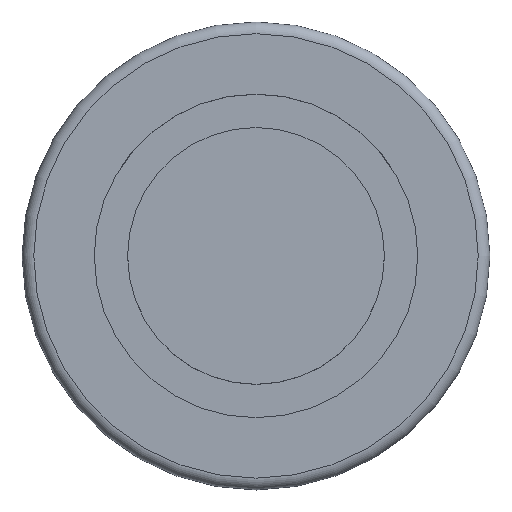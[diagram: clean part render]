
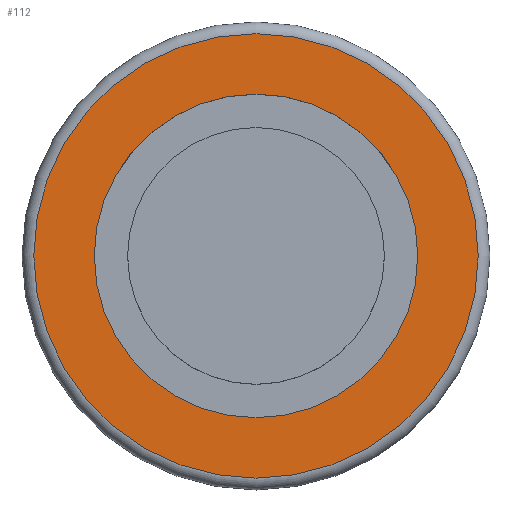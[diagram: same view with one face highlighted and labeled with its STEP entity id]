
A CAD part, top view. The second image highlights one B-rep face of the part: STEP entity #112.
In plain terms, the highlighted planar face has unit normal (0, 0, 1).
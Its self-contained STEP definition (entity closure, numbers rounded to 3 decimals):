
#18=FACE_BOUND('',#37,.T.);
#20=PLANE('',#139);
#26=FACE_OUTER_BOUND('',#36,.T.);
#36=EDGE_LOOP('',(#90));
#37=EDGE_LOOP('',(#91));
#51=CIRCLE('',#136,3.458);
#53=CIRCLE('',#140,4.75);
#61=VERTEX_POINT('',#202);
#63=VERTEX_POINT('',#209);
#70=EDGE_CURVE('',#61,#61,#51,.T.);
#73=EDGE_CURVE('',#63,#63,#53,.T.);
#90=ORIENTED_EDGE('',*,*,#73,.F.);
#91=ORIENTED_EDGE('',*,*,#70,.T.);
#112=ADVANCED_FACE('',(#26,#18),#20,.T.);
#136=AXIS2_PLACEMENT_3D('',#203,#162,#163);
#139=AXIS2_PLACEMENT_3D('',#208,#169,#170);
#140=AXIS2_PLACEMENT_3D('',#210,#171,#172);
#162=DIRECTION('center_axis',(0.,0.,-1.));
#163=DIRECTION('ref_axis',(-1.,0.,0.));
#169=DIRECTION('center_axis',(0.,0.,1.));
#170=DIRECTION('ref_axis',(1.,0.,0.));
#171=DIRECTION('center_axis',(0.,0.,-1.));
#172=DIRECTION('ref_axis',(1.,0.,0.));
#202=CARTESIAN_POINT('',(3.458,0.,2.));
#203=CARTESIAN_POINT('Origin',(0.,0.,2.));
#208=CARTESIAN_POINT('Origin',(0.,0.,2.));
#209=CARTESIAN_POINT('',(-4.75,0.,2.));
#210=CARTESIAN_POINT('Origin',(0.,0.,2.));
